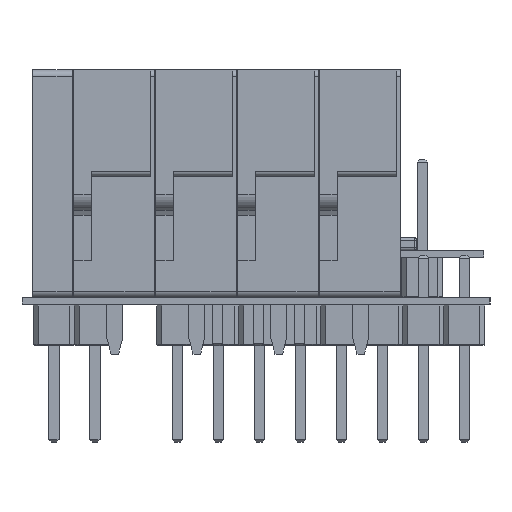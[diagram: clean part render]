
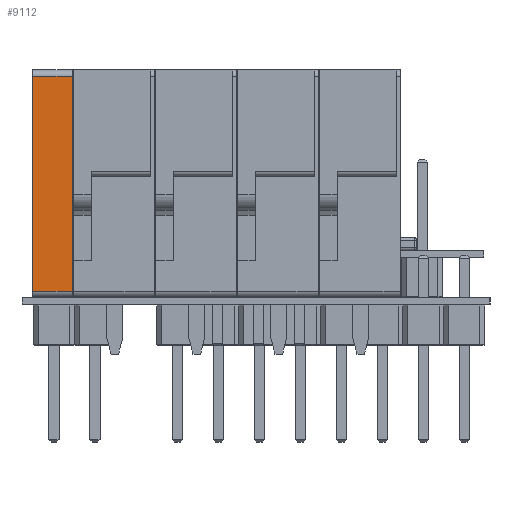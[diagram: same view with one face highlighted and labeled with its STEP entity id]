
A CAD part, left-side view. The second image highlights one B-rep face of the part: STEP entity #9112.
In plain terms, the highlighted face is planar.
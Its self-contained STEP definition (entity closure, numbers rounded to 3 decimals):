
#8747 = VERTEX_POINT('',#8748);
#8748 = CARTESIAN_POINT('',(0.,0.4,-2.58));
#8755 = EDGE_CURVE('',#8756,#8747,#8758,.T.);
#8756 = VERTEX_POINT('',#8757);
#8757 = CARTESIAN_POINT('',(0.,13.7,-2.58));
#8758 = LINE('',#8759,#8760);
#8759 = CARTESIAN_POINT('',(0.,0.,-2.58));
#8760 = VECTOR('',#8761,1.);
#8761 = DIRECTION('',(0.,-1.,0.));
#8957 = VERTEX_POINT('',#8958);
#8958 = CARTESIAN_POINT('',(2.44,13.7,-2.58));
#8972 = EDGE_CURVE('',#8957,#8756,#8973,.T.);
#8973 = LINE('',#8974,#8975);
#8974 = CARTESIAN_POINT('',(0.,13.7,-2.58));
#8975 = VECTOR('',#8976,1.);
#8976 = DIRECTION('',(-1.,0.,0.));
#8987 = VERTEX_POINT('',#8988);
#8988 = CARTESIAN_POINT('',(2.44,0.4,-2.58));
#8997 = EDGE_CURVE('',#8747,#8987,#8998,.T.);
#8998 = LINE('',#8999,#9000);
#8999 = CARTESIAN_POINT('',(33.02,0.4,-2.58));
#9000 = VECTOR('',#9001,1.);
#9001 = DIRECTION('',(1.,0.,0.));
#9112 = ADVANCED_FACE('',(#9113),#9124,.F.);
#9113 = FACE_BOUND('',#9114,.T.);
#9114 = EDGE_LOOP('',(#9115,#9116,#9122,#9123));
#9115 = ORIENTED_EDGE('',*,*,#8997,.T.);
#9116 = ORIENTED_EDGE('',*,*,#9117,.T.);
#9117 = EDGE_CURVE('',#8987,#8957,#9118,.T.);
#9118 = LINE('',#9119,#9120);
#9119 = CARTESIAN_POINT('',(2.44,0.,-2.58));
#9120 = VECTOR('',#9121,1.);
#9121 = DIRECTION('',(0.,1.,0.));
#9122 = ORIENTED_EDGE('',*,*,#8972,.T.);
#9123 = ORIENTED_EDGE('',*,*,#8755,.T.);
#9124 = PLANE('',#9125);
#9125 = AXIS2_PLACEMENT_3D('',#9126,#9127,#9128);
#9126 = CARTESIAN_POINT('',(33.02,0.,-2.58));
#9127 = DIRECTION('',(0.,0.,-1.));
#9128 = DIRECTION('',(0.,1.,0.));
